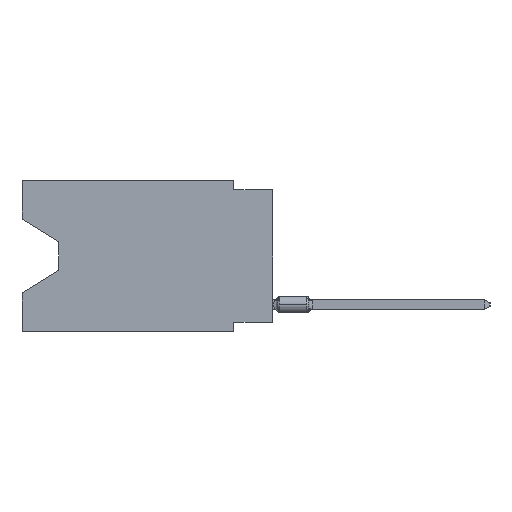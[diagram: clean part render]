
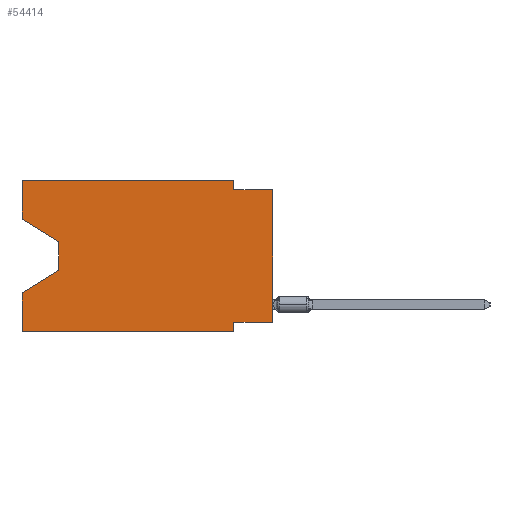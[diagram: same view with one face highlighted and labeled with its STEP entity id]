
A CAD part, left-side view. The second image highlights one B-rep face of the part: STEP entity #54414.
In plain terms, the highlighted planar face has unit normal (-1, 0, 0).
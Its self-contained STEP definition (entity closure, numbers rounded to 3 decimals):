
#81 = CARTESIAN_POINT ( 'NONE',  ( 0., 0., -9.271 ) ) ;
#526 = VERTEX_POINT ( 'NONE', #81 ) ;
#592 = EDGE_CURVE ( 'NONE', #43758, #32186, #21123, .T. ) ;
#603 = LINE ( 'NONE', #39392, #19891 ) ;
#1357 = CARTESIAN_POINT ( 'NONE',  ( 0., 16.383, 0. ) ) ;
#1725 = CARTESIAN_POINT ( 'NONE',  ( 0., 2.54, -9.906 ) ) ;
#3957 = VECTOR ( 'NONE', #49220, 1000. ) ;
#4604 = LINE ( 'NONE', #31804, #51155 ) ;
#6038 = ORIENTED_EDGE ( 'NONE', *, *, #70328, .T. ) ;
#6625 = ORIENTED_EDGE ( 'NONE', *, *, #62520, .F. ) ;
#7117 = ORIENTED_EDGE ( 'NONE', *, *, #18092, .F. ) ;
#7922 = EDGE_CURVE ( 'NONE', #13880, #13406, #38925, .T. ) ;
#8189 = DIRECTION ( 'NONE',  ( 0., 0., -1. ) ) ;
#9303 = CARTESIAN_POINT ( 'NONE',  ( 0., 16.383, -7.36 ) ) ;
#9458 = CARTESIAN_POINT ( 'NONE',  ( 0., 16.383, -2.546 ) ) ;
#9940 = ORIENTED_EDGE ( 'NONE', *, *, #24680, .T. ) ;
#11851 = ORIENTED_EDGE ( 'NONE', *, *, #43296, .T. ) ;
#13214 = VECTOR ( 'NONE', #32720, 1000. ) ;
#13406 = VERTEX_POINT ( 'NONE', #9303 ) ;
#13880 = VERTEX_POINT ( 'NONE', #34826 ) ;
#14817 = CARTESIAN_POINT ( 'NONE',  ( 0., 16.383, 0. ) ) ;
#15357 = EDGE_CURVE ( 'NONE', #62384, #61511, #4604, .T. ) ;
#17301 = PLANE ( 'NONE',  #47789 ) ;
#18092 = EDGE_CURVE ( 'NONE', #27160, #44427, #71713, .T. ) ;
#19096 = ORIENTED_EDGE ( 'NONE', *, *, #31488, .F. ) ;
#19397 = ORIENTED_EDGE ( 'NONE', *, *, #15357, .T. ) ;
#19707 = EDGE_CURVE ( 'NONE', #526, #34336, #51914, .T. ) ;
#19802 = CARTESIAN_POINT ( 'NONE',  ( 0., 0., 0. ) ) ;
#19891 = VECTOR ( 'NONE', #56049, 1000. ) ;
#21123 = LINE ( 'NONE', #38515, #13214 ) ;
#21425 = VECTOR ( 'NONE', #35423, 1000. ) ;
#22178 = ORIENTED_EDGE ( 'NONE', *, *, #40389, .F. ) ;
#22586 = EDGE_CURVE ( 'NONE', #62384, #13406, #63220, .T. ) ;
#23104 = DIRECTION ( 'NONE',  ( 0., 0., -1. ) ) ;
#24680 = EDGE_CURVE ( 'NONE', #526, #28583, #40501, .T. ) ;
#25226 = LINE ( 'NONE', #57514, #30171 ) ;
#27072 = EDGE_LOOP ( 'NONE', ( #11851, #6038, #66662, #70471, #19397, #6625, #40219, #9940, #22178, #64737, #19096, #7117 ) ) ;
#27160 = VERTEX_POINT ( 'NONE', #30391 ) ;
#28583 = VERTEX_POINT ( 'NONE', #43077 ) ;
#29225 = CARTESIAN_POINT ( 'NONE',  ( 0., 2.54, -9.906 ) ) ;
#29612 = DIRECTION ( 'NONE',  ( 0., 0., -1. ) ) ;
#30171 = VECTOR ( 'NONE', #29612, 1000. ) ;
#30391 = CARTESIAN_POINT ( 'NONE',  ( 0., 16.383, -2.546 ) ) ;
#30852 = DIRECTION ( 'NONE',  ( 0., -0.855, -0.519 ) ) ;
#31488 = EDGE_CURVE ( 'NONE', #44427, #43758, #603, .T. ) ;
#31804 = CARTESIAN_POINT ( 'NONE',  ( 0., 16.383, -9.906 ) ) ;
#32186 = VERTEX_POINT ( 'NONE', #43940 ) ;
#32720 = DIRECTION ( 'NONE',  ( 0., 0., -1. ) ) ;
#33371 = DIRECTION ( 'NONE',  ( 0., -1., 0. ) ) ;
#34336 = VERTEX_POINT ( 'NONE', #52304 ) ;
#34826 = CARTESIAN_POINT ( 'NONE',  ( 0., 13.97, -5.893 ) ) ;
#35184 = VECTOR ( 'NONE', #33371, 1000. ) ;
#35278 = VECTOR ( 'NONE', #63872, 1000. ) ;
#35423 = DIRECTION ( 'NONE',  ( 0., 0., 1. ) ) ;
#35671 = CARTESIAN_POINT ( 'NONE',  ( 0., 16.383, 0. ) ) ;
#37517 = DIRECTION ( 'NONE',  ( 0., 0.855, -0.519 ) ) ;
#38515 = CARTESIAN_POINT ( 'NONE',  ( 0., 2.54, 0. ) ) ;
#38925 = LINE ( 'NONE', #42937, #53079 ) ;
#39392 = CARTESIAN_POINT ( 'NONE',  ( 0., 16.383, 0. ) ) ;
#40219 = ORIENTED_EDGE ( 'NONE', *, *, #19707, .F. ) ;
#40389 = EDGE_CURVE ( 'NONE', #32186, #28583, #71471, .T. ) ;
#40501 = LINE ( 'NONE', #19802, #21425 ) ;
#42937 = CARTESIAN_POINT ( 'NONE',  ( 0., 13.97, -5.893 ) ) ;
#43002 = CARTESIAN_POINT ( 'NONE',  ( 0., 13.97, -4.013 ) ) ;
#43077 = CARTESIAN_POINT ( 'NONE',  ( 0., 0., -0.635 ) ) ;
#43296 = EDGE_CURVE ( 'NONE', #27160, #44999, #58400, .T. ) ;
#43758 = VERTEX_POINT ( 'NONE', #70559 ) ;
#43940 = CARTESIAN_POINT ( 'NONE',  ( 0., 2.54, -0.635 ) ) ;
#44116 = CARTESIAN_POINT ( 'NONE',  ( 0., 16.383, -9.906 ) ) ;
#44427 = VERTEX_POINT ( 'NONE', #14817 ) ;
#44496 = DIRECTION ( 'NONE',  ( 1., 0., 0. ) ) ;
#44999 = VERTEX_POINT ( 'NONE', #43002 ) ;
#46261 = LINE ( 'NONE', #29225, #58979 ) ;
#47789 = AXIS2_PLACEMENT_3D ( 'NONE', #1357, #44496, #23104 ) ;
#49220 = DIRECTION ( 'NONE',  ( 0., 0., 1. ) ) ;
#51155 = VECTOR ( 'NONE', #59348, 1000. ) ;
#51887 = VECTOR ( 'NONE', #57765, 1000. ) ;
#51914 = LINE ( 'NONE', #63164, #35278 ) ;
#52304 = CARTESIAN_POINT ( 'NONE',  ( 0., 2.54, -9.271 ) ) ;
#53079 = VECTOR ( 'NONE', #37517, 1000. ) ;
#54414 = ADVANCED_FACE ( 'NONE', ( #66984 ), #17301, .F. ) ;
#54661 = CARTESIAN_POINT ( 'NONE',  ( 0., 16.383, 0. ) ) ;
#55013 = VECTOR ( 'NONE', #30852, 1000. ) ;
#55116 = CARTESIAN_POINT ( 'NONE',  ( 0., 0., -0.635 ) ) ;
#56049 = DIRECTION ( 'NONE',  ( 0., -1., 0. ) ) ;
#57514 = CARTESIAN_POINT ( 'NONE',  ( 0., 13.97, -4.013 ) ) ;
#57765 = DIRECTION ( 'NONE',  ( 0., 0., 1. ) ) ;
#58400 = LINE ( 'NONE', #9458, #55013 ) ;
#58979 = VECTOR ( 'NONE', #8189, 1000. ) ;
#59348 = DIRECTION ( 'NONE',  ( 0., -1., 0. ) ) ;
#61511 = VERTEX_POINT ( 'NONE', #1725 ) ;
#62384 = VERTEX_POINT ( 'NONE', #44116 ) ;
#62520 = EDGE_CURVE ( 'NONE', #34336, #61511, #46261, .T. ) ;
#63164 = CARTESIAN_POINT ( 'NONE',  ( 0., 0., -9.271 ) ) ;
#63220 = LINE ( 'NONE', #35671, #51887 ) ;
#63872 = DIRECTION ( 'NONE',  ( 0., 1., 0. ) ) ;
#64737 = ORIENTED_EDGE ( 'NONE', *, *, #592, .F. ) ;
#66662 = ORIENTED_EDGE ( 'NONE', *, *, #7922, .T. ) ;
#66984 = FACE_OUTER_BOUND ( 'NONE', #27072, .T. ) ;
#70328 = EDGE_CURVE ( 'NONE', #44999, #13880, #25226, .T. ) ;
#70471 = ORIENTED_EDGE ( 'NONE', *, *, #22586, .F. ) ;
#70559 = CARTESIAN_POINT ( 'NONE',  ( 0., 2.54, 0. ) ) ;
#71471 = LINE ( 'NONE', #55116, #35184 ) ;
#71713 = LINE ( 'NONE', #54661, #3957 ) ;
